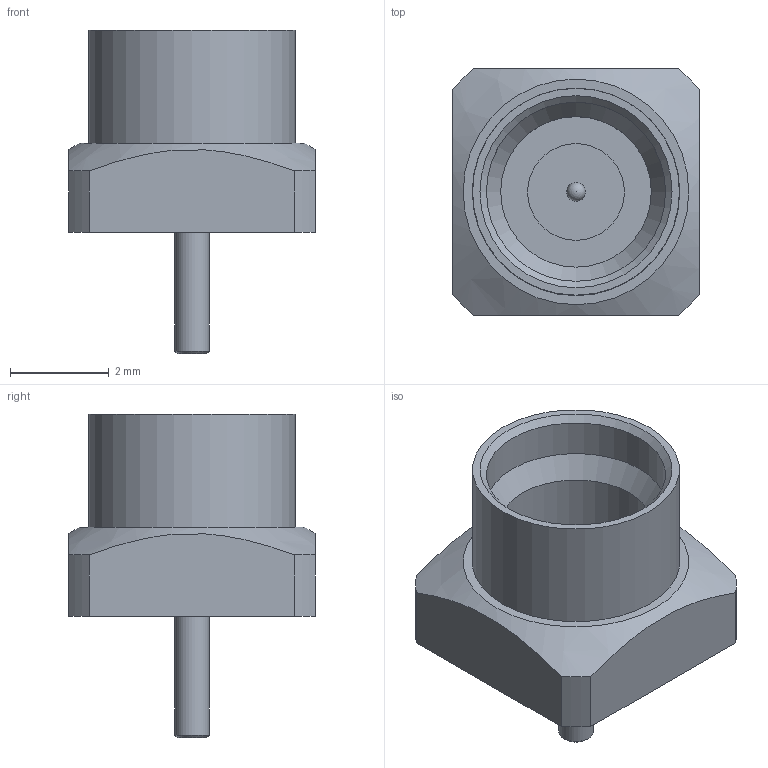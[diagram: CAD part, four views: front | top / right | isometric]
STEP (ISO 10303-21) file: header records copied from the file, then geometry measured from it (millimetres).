
FILE_DESCRIPTION(/* description */ (''),/* implementation_level */ '2;1');
FILE_NAME(/* name */ 'AMPHENOL_SMP-MSLD-PCT-10.stp',/* time_stamp */ '2016-12-05T15:05:22+01:00',/* author */ ('jchouvet'),/* organization */ (''),/* preprocessor_version */ 'ST-DEVELOPER v16.1',/* originating_system */ 'AutoCAD Mechanical',/* authorisation */ '');
FILE_SCHEMA (('AUTOMOTIVE_DESIGN { 1 0 10303 214 3 1 1 }'));
Length unit declared in the file: millimetre
Products named in the file (1): Product
Bounding box: 5 x 5 x 6.55 mm (x, y, z)
Volume: 48.2 mm3; surface area: 186.8 mm2
Topology: 6 solids, 6 shells, 37 faces, 68 edges, 44 vertices
Faces by surface type: plane 17, cylinder 15, cone 4, sphere 1
Full cylindrical faces by diameter (mm): 0.38 x1, 0.7 x2, 0.81 x1, 1.96 x2, 3.05 x1, 3.63 x1, 4.19 x1, 4.202 x1, 4.453 x1
Entity records: 858 total; most frequent: DIRECTION 154, CARTESIAN_POINT 136, ORIENTED_EDGE 98, AXIS2_PLACEMENT_3D 71, EDGE_LOOP 60, EDGE_CURVE 49, VERTEX_POINT 41, FACE_OUTER_BOUND 37
